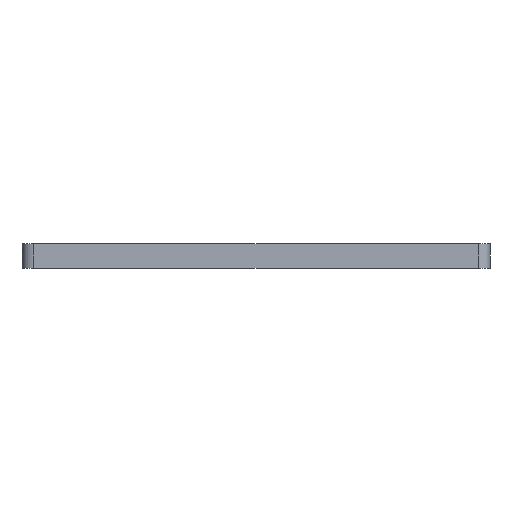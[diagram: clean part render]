
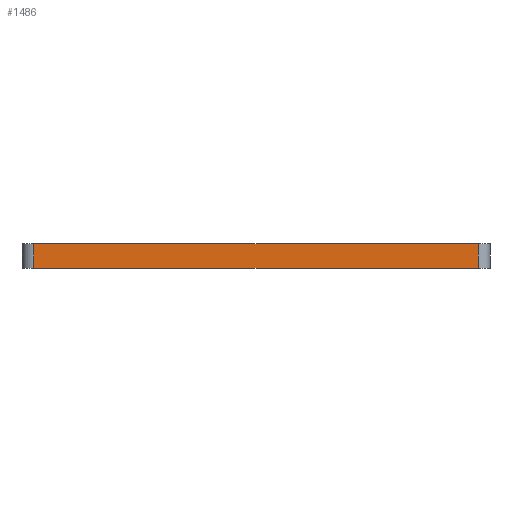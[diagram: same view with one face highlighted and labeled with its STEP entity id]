
A CAD part, front view. The second image highlights one B-rep face of the part: STEP entity #1486.
In plain terms, the highlighted planar face has unit normal (0, -1, 0).
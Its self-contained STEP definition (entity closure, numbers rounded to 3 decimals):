
#188 = VERTEX_POINT('',#189);
#189 = CARTESIAN_POINT('',(-14.25,-25.5,0.));
#195 = EDGE_CURVE('',#196,#188,#198,.T.);
#196 = VERTEX_POINT('',#197);
#197 = CARTESIAN_POINT('',(14.25,-25.5,0.));
#198 = LINE('',#199,#200);
#199 = CARTESIAN_POINT('',(14.25,-25.5,0.));
#200 = VECTOR('',#201,1.);
#201 = DIRECTION('',(-1.,0.,0.));
#836 = VERTEX_POINT('',#837);
#837 = CARTESIAN_POINT('',(-14.25,-25.5,1.6));
#843 = EDGE_CURVE('',#844,#836,#846,.T.);
#844 = VERTEX_POINT('',#845);
#845 = CARTESIAN_POINT('',(14.25,-25.5,1.6));
#846 = LINE('',#847,#848);
#847 = CARTESIAN_POINT('',(14.25,-25.5,1.6));
#848 = VECTOR('',#849,1.);
#849 = DIRECTION('',(-1.,0.,0.));
#1458 = EDGE_CURVE('',#196,#844,#1459,.T.);
#1459 = LINE('',#1460,#1461);
#1460 = CARTESIAN_POINT('',(14.25,-25.5,0.));
#1461 = VECTOR('',#1462,1.);
#1462 = DIRECTION('',(0.,0.,1.));
#1486 = ADVANCED_FACE('',(#1487),#1498,.T.);
#1487 = FACE_BOUND('',#1488,.T.);
#1488 = EDGE_LOOP('',(#1489,#1490,#1491,#1497));
#1489 = ORIENTED_EDGE('',*,*,#1458,.T.);
#1490 = ORIENTED_EDGE('',*,*,#843,.T.);
#1491 = ORIENTED_EDGE('',*,*,#1492,.F.);
#1492 = EDGE_CURVE('',#188,#836,#1493,.T.);
#1493 = LINE('',#1494,#1495);
#1494 = CARTESIAN_POINT('',(-14.25,-25.5,0.));
#1495 = VECTOR('',#1496,1.);
#1496 = DIRECTION('',(0.,0.,1.));
#1497 = ORIENTED_EDGE('',*,*,#195,.F.);
#1498 = PLANE('',#1499);
#1499 = AXIS2_PLACEMENT_3D('',#1500,#1501,#1502);
#1500 = CARTESIAN_POINT('',(14.25,-25.5,0.));
#1501 = DIRECTION('',(0.,-1.,0.));
#1502 = DIRECTION('',(-1.,0.,0.));
